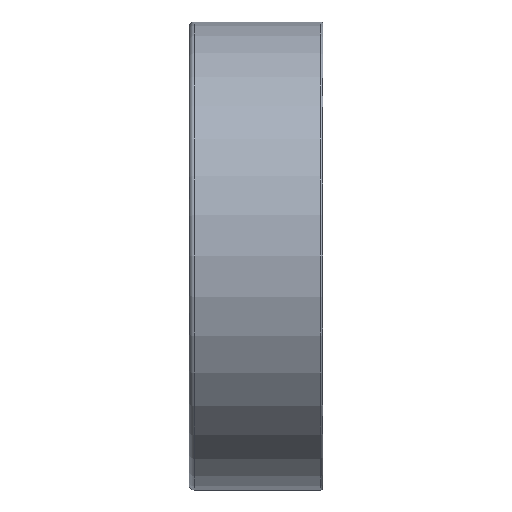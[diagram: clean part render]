
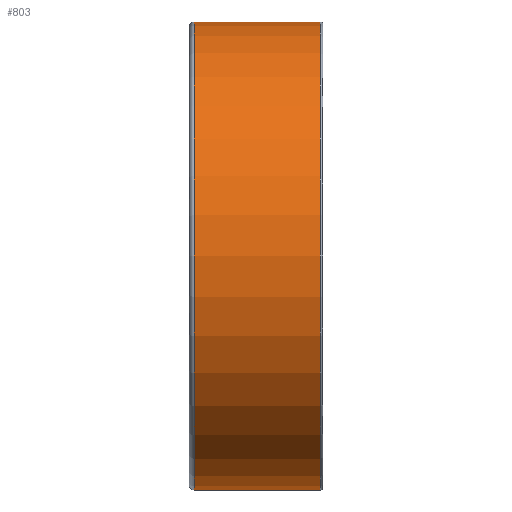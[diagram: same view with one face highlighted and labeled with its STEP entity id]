
A CAD part, front view. The second image highlights one B-rep face of the part: STEP entity #803.
In plain terms, the highlighted cylindrical face has radius 14 mm (diameter 28 mm), a partial arc.
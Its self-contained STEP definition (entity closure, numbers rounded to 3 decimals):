
#15 = ORIENTED_EDGE ( 'NONE', *, *, #210, .F. ) ;
#20 = DIRECTION ( 'NONE',  ( 0., 0., 1. ) ) ;
#24 = DIRECTION ( 'NONE',  ( -1., 0., 0. ) ) ;
#25 = CARTESIAN_POINT ( 'NONE',  ( 4., 0., 0. ) ) ;
#28 = CARTESIAN_POINT ( 'NONE',  ( 3.85, 0., 0. ) ) ;
#29 = DIRECTION ( 'NONE',  ( 0., 0., 1. ) ) ;
#34 = DIRECTION ( 'NONE',  ( -1., 0., 0. ) ) ;
#121 = CIRCLE ( 'NONE', #756, 14. ) ;
#210 = EDGE_CURVE ( 'NONE', #490, #984, #985, .T. ) ;
#257 = ORIENTED_EDGE ( 'NONE', *, *, #271, .F. ) ;
#259 = CARTESIAN_POINT ( 'NONE',  ( -3.7, 0., -14. ) ) ;
#264 = CARTESIAN_POINT ( 'NONE',  ( -3.7, 0., 0. ) ) ;
#271 = EDGE_CURVE ( 'NONE', #984, #855, #121, .T. ) ;
#295 = DIRECTION ( 'NONE',  ( -1., 0., 0. ) ) ;
#303 = DIRECTION ( 'NONE',  ( 0., 0., 1. ) ) ;
#341 = CARTESIAN_POINT ( 'NONE',  ( 4., 0., 14. ) ) ;
#351 = AXIS2_PLACEMENT_3D ( 'NONE', #25, #34, #20 ) ;
#381 = CARTESIAN_POINT ( 'NONE',  ( -3.7, 0., 14. ) ) ;
#387 = DIRECTION ( 'NONE',  ( -1., 0., 0. ) ) ;
#408 = VECTOR ( 'NONE', #662, 1000. ) ;
#421 = CYLINDRICAL_SURFACE ( 'NONE', #351, 14. ) ;
#433 = CARTESIAN_POINT ( 'NONE',  ( 3.85, 0., 14. ) ) ;
#490 = VERTEX_POINT ( 'NONE', #592 ) ;
#517 = LINE ( 'NONE', #341, #1141 ) ;
#577 = AXIS2_PLACEMENT_3D ( 'NONE', #28, #24, #29 ) ;
#592 = CARTESIAN_POINT ( 'NONE',  ( 3.85, 0., -14. ) ) ;
#644 = CARTESIAN_POINT ( 'NONE',  ( 4., 0., -14. ) ) ;
#662 = DIRECTION ( 'NONE',  ( -1., 0., 0. ) ) ;
#720 = FACE_OUTER_BOUND ( 'NONE', #839, .T. ) ;
#733 = EDGE_CURVE ( 'NONE', #490, #1162, #1216, .T. ) ;
#756 = AXIS2_PLACEMENT_3D ( 'NONE', #264, #295, #303 ) ;
#803 = ADVANCED_FACE ( 'NONE', ( #720 ), #421, .T. ) ;
#839 = EDGE_LOOP ( 'NONE', ( #15, #977, #955, #257 ) ) ;
#855 = VERTEX_POINT ( 'NONE', #381 ) ;
#955 = ORIENTED_EDGE ( 'NONE', *, *, #1086, .T. ) ;
#977 = ORIENTED_EDGE ( 'NONE', *, *, #733, .T. ) ;
#984 = VERTEX_POINT ( 'NONE', #259 ) ;
#985 = LINE ( 'NONE', #644, #408 ) ;
#1086 = EDGE_CURVE ( 'NONE', #1162, #855, #517, .T. ) ;
#1141 = VECTOR ( 'NONE', #387, 1000. ) ;
#1162 = VERTEX_POINT ( 'NONE', #433 ) ;
#1216 = CIRCLE ( 'NONE', #577, 14. ) ;
